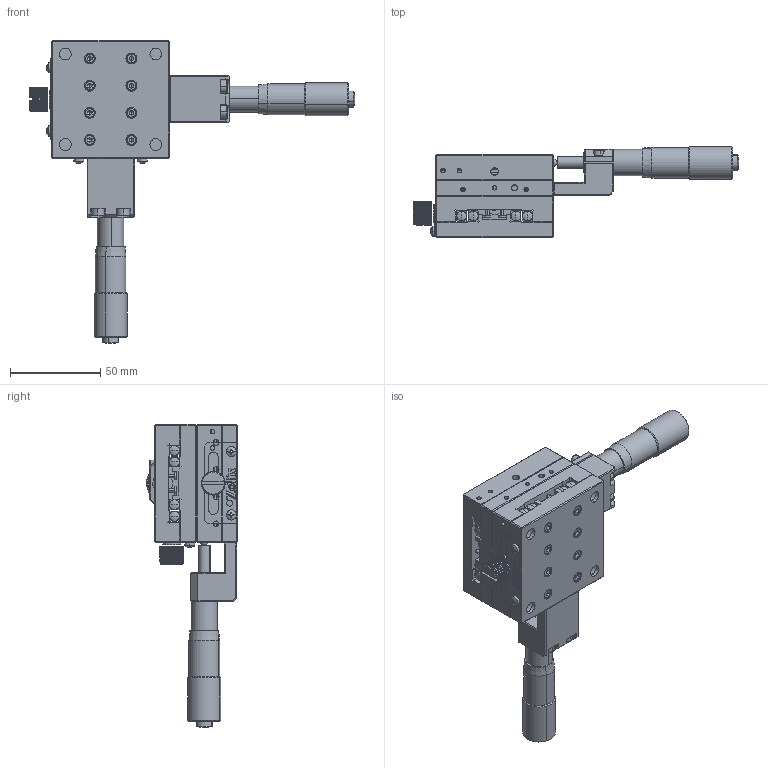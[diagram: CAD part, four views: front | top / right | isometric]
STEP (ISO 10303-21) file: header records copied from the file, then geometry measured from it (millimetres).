
FILE_DESCRIPTION (( 'STEP AP203' ), '1' );
FILE_NAME ('NFP-2462CC-L.step', '2019-05-08T07:20:31', ( '' ), ( '' ), 'SwSTEP 2.0', 'SolidWorks 2017', '' );
FILE_SCHEMA (( 'CONFIG_CONTROL_DESIGN' ));
Length unit declared in the file: millimetre
Products named in the file (1): NFP-2462CC-L
Bounding box: 180 x 50.59 x 167.5 mm (x, y, z)
Surface area: 78768.5 mm2 (no closed solid volume)
Topology: 0 solids, 95 shells, 1210 faces, 4585 edges, 3358 vertices
Faces by surface type: plane 637, cylinder 353, cone 128, torus 44, bspline 32, sphere 16
Entity records: 48571 total; most frequent: CARTESIAN_POINT 10697, DIRECTION 7950, ORIENTED_EDGE 6760, EDGE_CURVE 4499, VERTEX_POINT 3352, LINE 2732, VECTOR 2732, AXIS2_PLACEMENT_3D 2609
